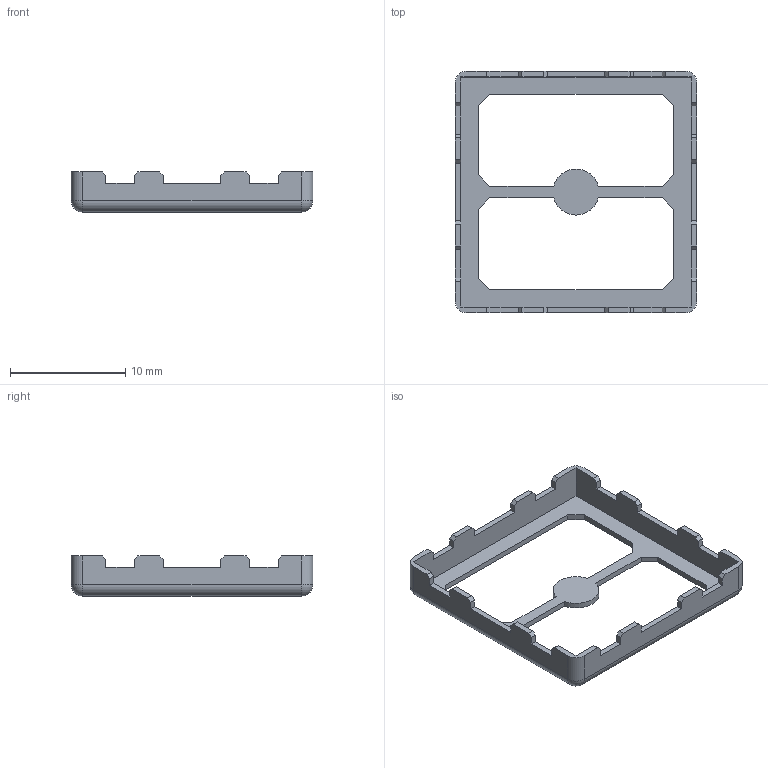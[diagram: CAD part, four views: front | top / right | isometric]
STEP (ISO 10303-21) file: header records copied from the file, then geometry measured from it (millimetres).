
FILE_DESCRIPTION(('FreeCAD Model'),'2;1');
FILE_NAME('WE_36103205.step','2020-09-12T19:34:16',('Author'),(''), 'Open CASCADE STEP processor 7.3','FreeCAD','Unknown');
FILE_SCHEMA(('AUTOMOTIVE_DESIGN { 1 0 10303 214 1 1 1 1 }'));
Length unit declared in the file: millimetre
Products named in the file (1): Body
Bounding box: 21 x 21 x 3.5 mm (x, y, z)
Volume: 172.9 mm3; surface area: 830.5 mm2
Topology: 1 solids, 1 shells, 114 faces, 328 edges, 212 vertices
Faces by surface type: plane 100, cylinder 10, sphere 4
Entity records: 3661 total; most frequent: CARTESIAN_POINT 651, ORIENTED_EDGE 648, DIRECTION 574, EDGE_CURVE 324, LINE 304, VECTOR 304, VERTEX_POINT 212, AXIS2_PLACEMENT_3D 135
